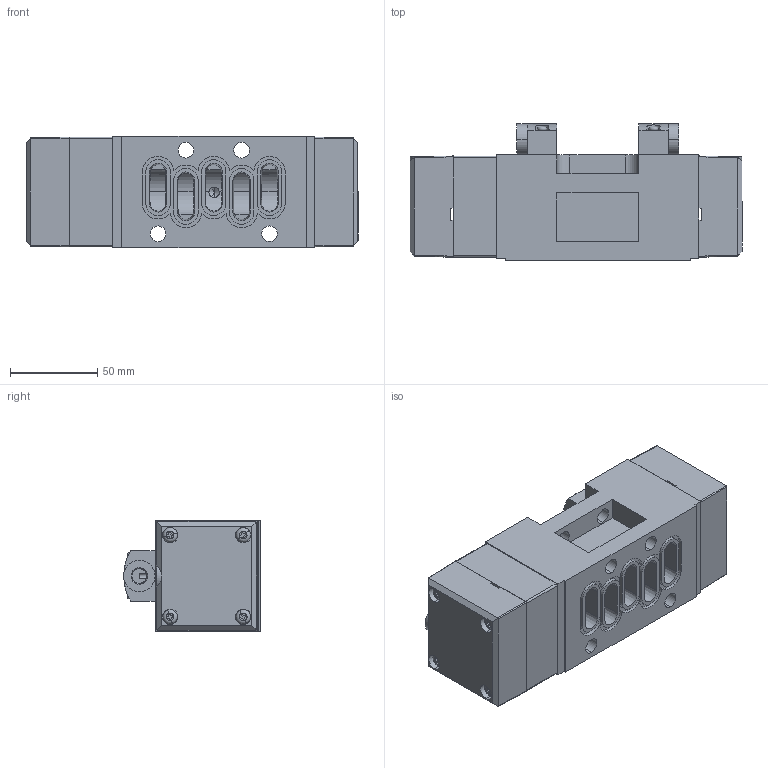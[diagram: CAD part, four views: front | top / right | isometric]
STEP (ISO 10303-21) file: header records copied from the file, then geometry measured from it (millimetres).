
FILE_DESCRIPTION (( 'STEP AP203' ), '1' );
FILE_NAME ('SIP633.STEP', '2013-01-29T23:56:45', ( '' ), ( '' ), 'SwSTEP 2.0', 'SolidWorks 2008', '' );
FILE_SCHEMA (( 'CONFIG_CONTROL_DESIGN' ));
Length unit declared in the file: millimetre
Products named in the file (9): SIP633; iso body 譆謙_ル遽; SEMI_ル遽; SIV600 Semi(B)_ル遽; SemiPilotBolt(M4xL20)(8.4)_ル遽; SIV600 Block Guide_ル遽; MASTER_ル遽; PneumaticPilot_ル遽; PneumaticPilotBoltM3xL16_ル遽
Assembly tree (14 placements, depth 3):
  SIP633
    SEMI_ル遽  x2
      SemiPilotBolt(M4xL20)(8.4)_ル遽
      SIV600 Semi(B)_ル遽
    iso body 譆謙_ル遽
    SIV600 Block Guide_ル遽
    MASTER_ル遽  x2
      PneumaticPilot_ル遽
      PneumaticPilotBoltM3xL16_ル遽
Bounding box: 190.6 x 78.4 x 64 mm (x, y, z)
Volume: 436501.4 mm3; surface area: 139014.4 mm2
Topology: 19 solids, 19 shells, 1121 faces, 2861 edges, 1802 vertices
Faces by surface type: plane 521, cylinder 316, cone 112, torus 86, bspline 72, sphere 14
Entity records: 25436 total; most frequent: CARTESIAN_POINT 9660, DIRECTION 3078, ORIENTED_EDGE 3078, EDGE_CURVE 1539, AXIS2_PLACEMENT_3D 1185, VERTEX_POINT 985, EDGE_LOOP 714, LINE 708
